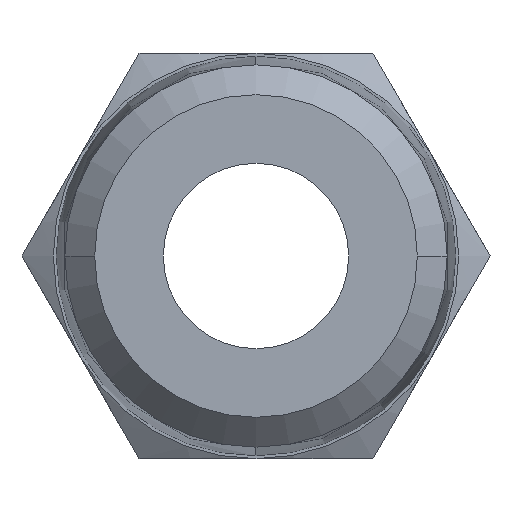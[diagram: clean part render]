
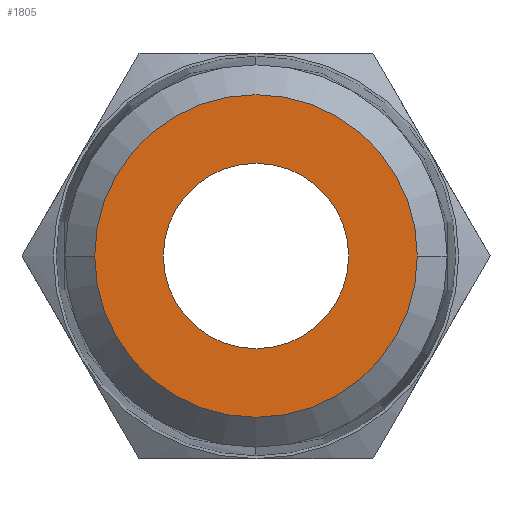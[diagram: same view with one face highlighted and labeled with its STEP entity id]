
A CAD part, front view. The second image highlights one B-rep face of the part: STEP entity #1805.
In plain terms, the highlighted planar face has unit normal (0, -1, 0).
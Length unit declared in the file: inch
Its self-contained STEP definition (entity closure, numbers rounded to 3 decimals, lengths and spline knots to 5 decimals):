
#20 = CIRCLE ( 'NONE', #175, 0.21936 ) ;
#29 = CARTESIAN_POINT ( 'NONE',  ( -0.21936, 0., 0. ) ) ;
#43 = FACE_OUTER_BOUND ( 'NONE', #516, .T. ) ;
#49 = AXIS2_PLACEMENT_3D ( 'NONE', #1973, #1039, #2123 ) ;
#72 = FACE_BOUND ( 'NONE', #938, .T. ) ;
#95 = PLANE ( 'NONE',  #1264 ) ;
#107 = DIRECTION ( 'NONE',  ( 0., 0., -1. ) ) ;
#175 = AXIS2_PLACEMENT_3D ( 'NONE', #1209, #1202, #1183 ) ;
#180 = VERTEX_POINT ( 'NONE', #1421 ) ;
#262 = CARTESIAN_POINT ( 'NONE',  ( 0.12598, 0., 0. ) ) ;
#328 = CIRCLE ( 'NONE', #1552, 0.21936 ) ;
#516 = EDGE_LOOP ( 'NONE', ( #910, #1723 ) ) ;
#543 = EDGE_CURVE ( 'NONE', #180, #1586, #1701, .T. ) ;
#735 = DIRECTION ( 'NONE',  ( 0., -1., 0. ) ) ;
#753 = VERTEX_POINT ( 'NONE', #29 ) ;
#910 = ORIENTED_EDGE ( 'NONE', *, *, #2085, .T. ) ;
#938 = EDGE_LOOP ( 'NONE', ( #1382, #1856 ) ) ;
#958 = DIRECTION ( 'NONE',  ( 0., 1., 0. ) ) ;
#972 = DIRECTION ( 'NONE',  ( -1., 0., 0. ) ) ;
#977 = CARTESIAN_POINT ( 'NONE',  ( -0.17267, 0., 0. ) ) ;
#1039 = DIRECTION ( 'NONE',  ( 0., 1., 0. ) ) ;
#1151 = DIRECTION ( 'NONE',  ( 0., -1., 0. ) ) ;
#1156 = VERTEX_POINT ( 'NONE', #1995 ) ;
#1173 = AXIS2_PLACEMENT_3D ( 'NONE', #1386, #958, #972 ) ;
#1183 = DIRECTION ( 'NONE',  ( -1., 0., 0. ) ) ;
#1202 = DIRECTION ( 'NONE',  ( 0., -1., 0. ) ) ;
#1209 = CARTESIAN_POINT ( 'NONE',  ( 0., 0., 0. ) ) ;
#1233 = EDGE_CURVE ( 'NONE', #1156, #753, #20, .T. ) ;
#1254 = CIRCLE ( 'NONE', #49, 0.12598 ) ;
#1264 = AXIS2_PLACEMENT_3D ( 'NONE', #977, #1151, #107 ) ;
#1382 = ORIENTED_EDGE ( 'NONE', *, *, #543, .T. ) ;
#1386 = CARTESIAN_POINT ( 'NONE',  ( 0., 0., 0. ) ) ;
#1421 = CARTESIAN_POINT ( 'NONE',  ( -0.12598, 0., 0. ) ) ;
#1552 = AXIS2_PLACEMENT_3D ( 'NONE', #1721, #735, #1859 ) ;
#1586 = VERTEX_POINT ( 'NONE', #262 ) ;
#1701 = CIRCLE ( 'NONE', #1173, 0.12598 ) ;
#1721 = CARTESIAN_POINT ( 'NONE',  ( 0., 0., 0. ) ) ;
#1723 = ORIENTED_EDGE ( 'NONE', *, *, #1233, .T. ) ;
#1805 = ADVANCED_FACE ( 'NONE', ( #72, #43 ), #95, .T. ) ;
#1856 = ORIENTED_EDGE ( 'NONE', *, *, #1946, .T. ) ;
#1859 = DIRECTION ( 'NONE',  ( -1., 0., 0. ) ) ;
#1946 = EDGE_CURVE ( 'NONE', #1586, #180, #1254, .T. ) ;
#1973 = CARTESIAN_POINT ( 'NONE',  ( 0., 0., 0. ) ) ;
#1995 = CARTESIAN_POINT ( 'NONE',  ( 0.21936, 0., 0. ) ) ;
#2085 = EDGE_CURVE ( 'NONE', #753, #1156, #328, .T. ) ;
#2123 = DIRECTION ( 'NONE',  ( -1., 0., 0. ) ) ;
